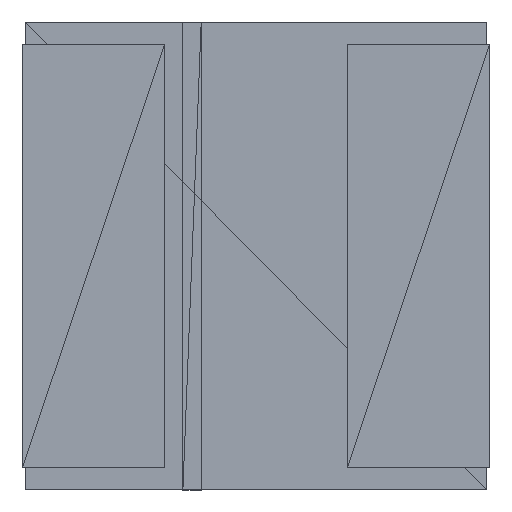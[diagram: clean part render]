
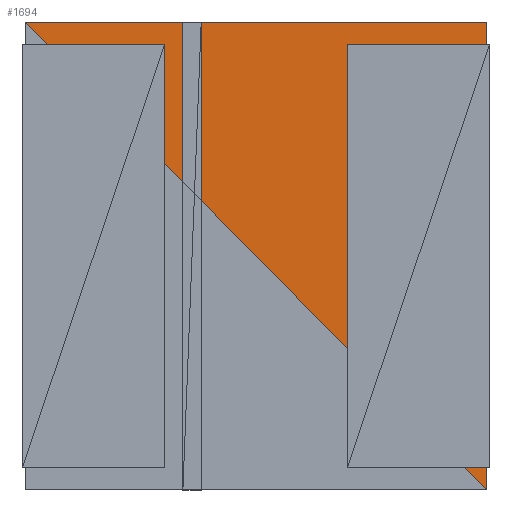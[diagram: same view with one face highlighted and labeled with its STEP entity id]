
A CAD part, top view. The second image highlights one B-rep face of the part: STEP entity #1694.
In plain terms, the highlighted planar face has unit normal (0, 0, 1).
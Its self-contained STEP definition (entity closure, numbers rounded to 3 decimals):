
#1694 = ADVANCED_FACE('',(#1695),#1721,.F.);
#1695 = FACE_BOUND('',#1696,.F.);
#1696 = EDGE_LOOP('',(#1697,#1707,#1715));
#1697 = ORIENTED_EDGE('',*,*,#1698,.T.);
#1698 = EDGE_CURVE('',#1699,#1701,#1703,.T.);
#1699 = VERTEX_POINT('',#1700);
#1700 = CARTESIAN_POINT('',(2.019,-2.045,1.778));
#1701 = VERTEX_POINT('',#1702);
#1702 = CARTESIAN_POINT('',(-2.019,2.045,1.778));
#1703 = LINE('',#1704,#1705);
#1704 = CARTESIAN_POINT('',(2.019,-2.045,1.778));
#1705 = VECTOR('',#1706,1.);
#1706 = DIRECTION('',(-0.703,0.712,0.));
#1707 = ORIENTED_EDGE('',*,*,#1708,.T.);
#1708 = EDGE_CURVE('',#1701,#1709,#1711,.T.);
#1709 = VERTEX_POINT('',#1710);
#1710 = CARTESIAN_POINT('',(2.019,2.045,1.778));
#1711 = LINE('',#1712,#1713);
#1712 = CARTESIAN_POINT('',(-2.019,2.045,1.778));
#1713 = VECTOR('',#1714,1.);
#1714 = DIRECTION('',(1.,0.,0.));
#1715 = ORIENTED_EDGE('',*,*,#1716,.T.);
#1716 = EDGE_CURVE('',#1709,#1699,#1717,.T.);
#1717 = LINE('',#1718,#1719);
#1718 = CARTESIAN_POINT('',(2.019,2.045,1.778));
#1719 = VECTOR('',#1720,1.);
#1720 = DIRECTION('',(0.,-1.,0.));
#1721 = PLANE('',#1722);
#1722 = AXIS2_PLACEMENT_3D('',#1723,#1724,#1725);
#1723 = CARTESIAN_POINT('',(-2.019,2.045,1.778));
#1724 = DIRECTION('',(0.,0.,-1.));
#1725 = DIRECTION('',(0.,-1.,0.));
